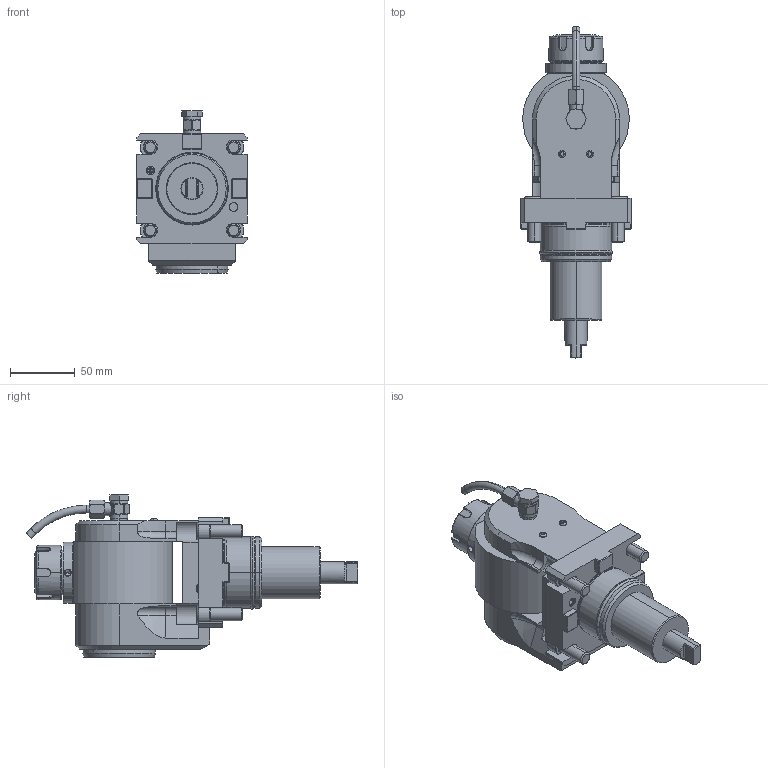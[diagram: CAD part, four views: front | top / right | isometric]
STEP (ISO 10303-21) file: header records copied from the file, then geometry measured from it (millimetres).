
FILE_DESCRIPTION((''),'2;1');
FILE_NAME('NGT2_55_501_25_1_DO','2023-05-15T',('vali'),('NOVA GRUP'),'PRO/ENGINEER BY PARAMETRIC TECHNOLOGY CORPORATION, 2010280','PRO/ENGINEER BY PARAMETRIC TECHNOLOGY CORPORATION, 2010280','');
FILE_SCHEMA(('CONFIG_CONTROL_DESIGN'));
Length unit declared in the file: millimetre
Products named in the file (1): NGT2_55_501_25_1_DO
Bounding box: 85 x 255.67 x 124.9 mm (x, y, z)
Volume: 902289.1 mm3; surface area: 93903.5 mm2
Topology: 2 solids, 4 shells, 679 faces, 1685 edges, 1032 vertices
Faces by surface type: plane 301, cylinder 168, bspline 80, cone 72, torus 58
Entity records: 28766 total; most frequent: CARTESIAN_POINT 13358, ORIENTED_EDGE 3342, DIRECTION 2942, EDGE_CURVE 1671, VERTEX_POINT 1032, AXIS2_PLACEMENT_3D 1022, VECTOR 898, LINE 898
